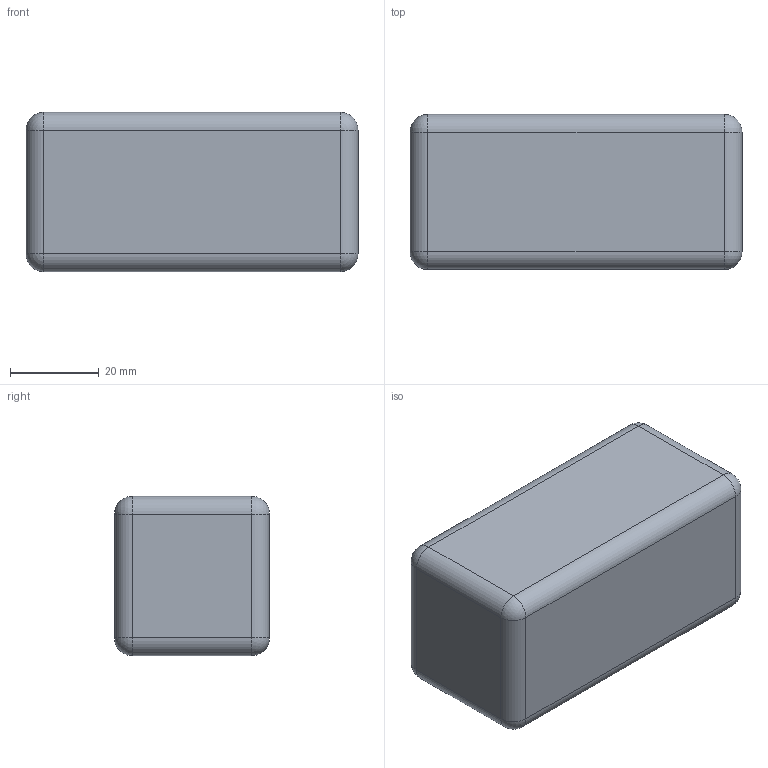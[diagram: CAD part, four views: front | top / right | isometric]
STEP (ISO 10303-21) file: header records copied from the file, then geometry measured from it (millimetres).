
FILE_DESCRIPTION (( 'STEP AP203' ), '1' );
FILE_NAME ('4s_Graphene_Panther_1300mah_36x35x75_OFD.STEP', '2022-08-08T13:59:06', ( '' ), ( '' ), 'SwSTEP 2.0', 'SolidWorks 2020', '' );
FILE_SCHEMA (( 'CONFIG_CONTROL_DESIGN' ));
Length unit declared in the file: millimetre
Products named in the file (1): 4s_Graphene_Panther_1300mah_36x35x75_OFD
Bounding box: 75 x 35 x 36 mm (x, y, z)
Volume: 92580.5 mm3; surface area: 12149.3 mm2
Topology: 1 solids, 1 shells, 26 faces, 56 edges, 24 vertices
Faces by surface type: cylinder 12, sphere 8, plane 6
Entity records: 701 total; most frequent: DIRECTION 126, CARTESIAN_POINT 99, ORIENTED_EDGE 96, AXIS2_PLACEMENT_3D 51, EDGE_CURVE 48, EDGE_LOOP 26, FACE_OUTER_BOUND 26, ADVANCED_FACE 26
